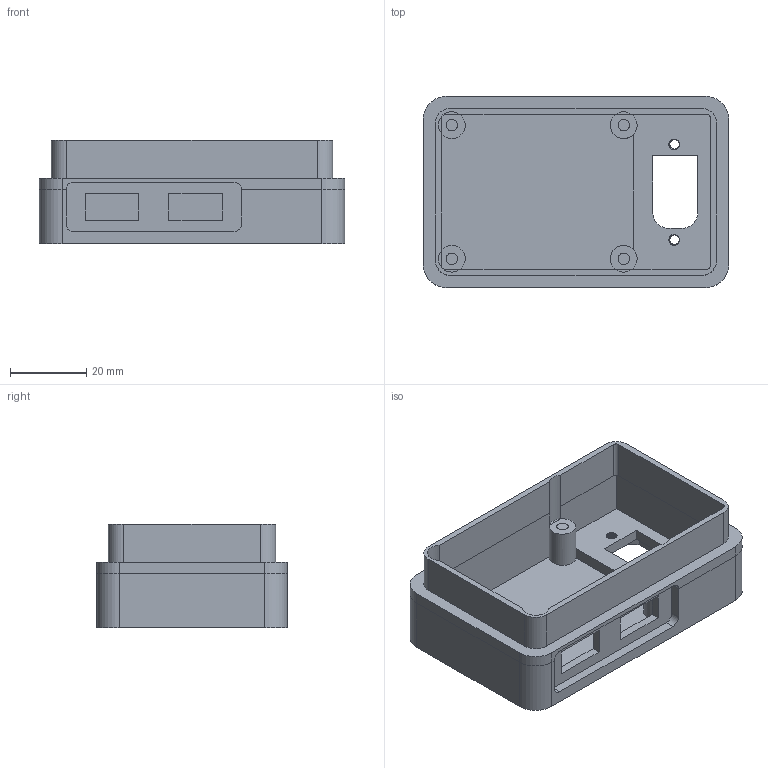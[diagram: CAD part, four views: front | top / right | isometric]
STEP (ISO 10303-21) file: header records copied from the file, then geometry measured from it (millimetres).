
FILE_DESCRIPTION(('FreeCAD Model'),'2;1');
FILE_NAME('Open CASCADE Shape Model','2024-09-13T11:18:39',(''),(''), 'Open CASCADE STEP processor 7.6','FreeCAD','Unknown');
FILE_SCHEMA(('AUTOMOTIVE_DESIGN { 1 0 10303 214 1 1 1 1 }'));
Length unit declared in the file: millimetre
Products named in the file (1): bot plate002
Bounding box: 80 x 50 x 27.2 mm (x, y, z)
Volume: 31185.8 mm3; surface area: 20198.2 mm2
Topology: 1 solids, 1 shells, 186 faces, 451 edges, 274 vertices
Faces by surface type: plane 92, cylinder 52, bspline 42
Full cylindrical faces by diameter (mm): 2.52 x10
Entity records: 9863 total; most frequent: CARTESIAN_POINT 5760, ORIENTED_EDGE 902, DIRECTION 727, EDGE_CURVE 451, VERTEX_POINT 274, LINE 257, VECTOR 257, AXIS2_PLACEMENT_3D 235
